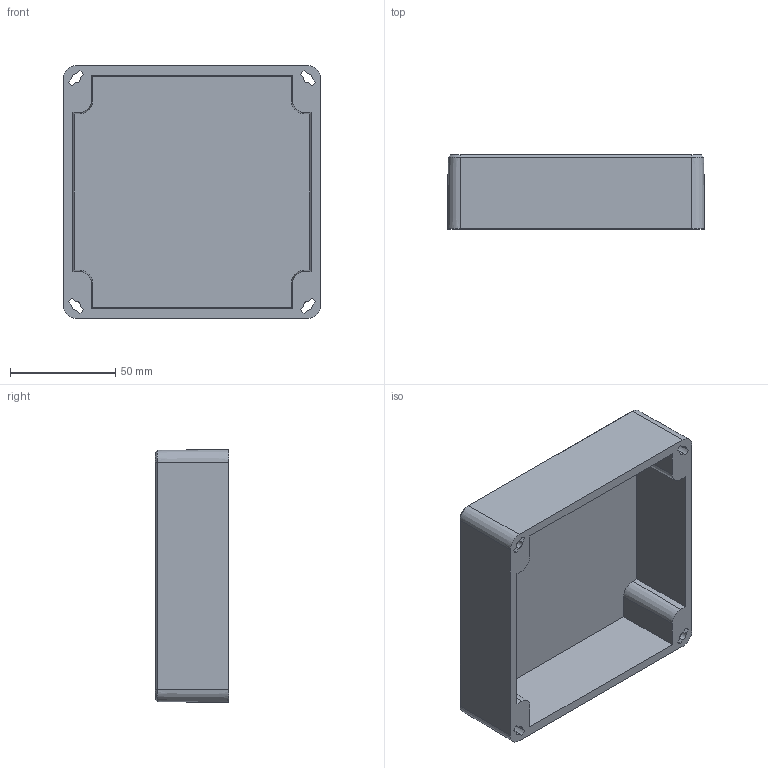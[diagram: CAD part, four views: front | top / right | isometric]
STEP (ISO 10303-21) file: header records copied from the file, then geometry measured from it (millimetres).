
FILE_DESCRIPTION (( 'STEP AP203' ), '1' );
FILE_NAME ('FIBOX_EU121204C.STEP', '2005-08-03T08:18:34', ( ' ' ), ( ' ' ), 'SwSTEP 2.0', 'SolidWorks 2005187', '' );
FILE_SCHEMA (( 'CONFIG_CONTROL_DESIGN' ));
Length unit declared in the file: millimetre
Products named in the file (1): FIBOX_EU121204C
Bounding box: 122 x 35 x 120 mm (x, y, z)
Volume: 123454.4 mm3; surface area: 62303.9 mm2
Topology: 1 solids, 1 shells, 79 faces, 220 edges, 144 vertices
Faces by surface type: plane 47, cylinder 20, cone 12
Entity records: 2639 total; most frequent: DIRECTION 456, CARTESIAN_POINT 444, ORIENTED_EDGE 440, EDGE_CURVE 220, AXIS2_PLACEMENT_3D 156, VECTOR 144, LINE 144, VERTEX_POINT 144
